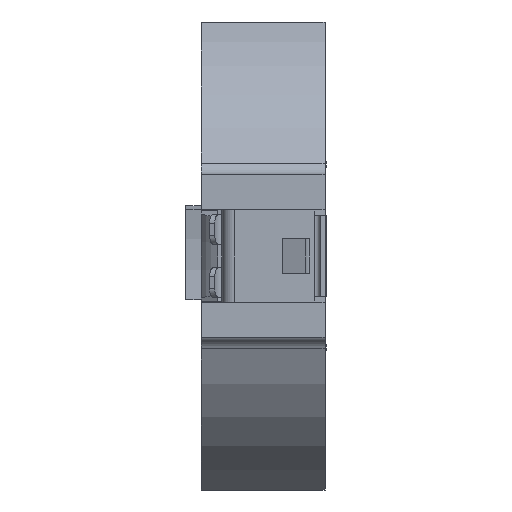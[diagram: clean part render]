
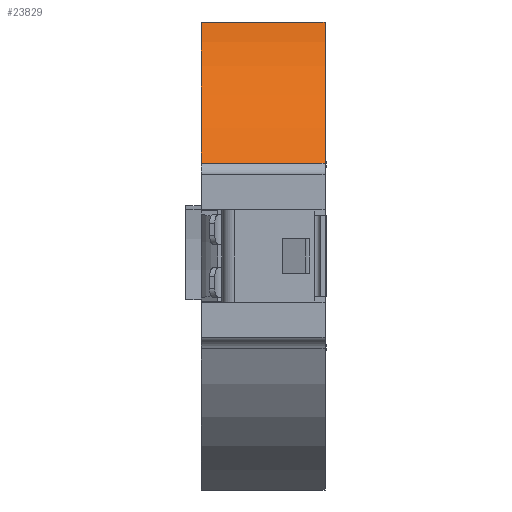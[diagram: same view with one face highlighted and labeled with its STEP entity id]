
A CAD part, left-side view. The second image highlights one B-rep face of the part: STEP entity #23829.
In plain terms, the highlighted cylindrical face has radius 11.176 mm (diameter 22.352 mm), a partial arc.
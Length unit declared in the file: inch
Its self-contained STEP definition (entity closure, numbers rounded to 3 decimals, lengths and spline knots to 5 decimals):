
#829 = ORIENTED_EDGE ( 'NONE', *, *, #10855, .T. ) ;
#1626 = EDGE_CURVE ( 'NONE', #21324, #28220, #14252, .T. ) ;
#1687 = VECTOR ( 'NONE', #25643, 39.37008 ) ;
#2043 = VERTEX_POINT ( 'NONE', #24757 ) ;
#2582 = ORIENTED_EDGE ( 'NONE', *, *, #26782, .T. ) ;
#3471 = DIRECTION ( 'NONE',  ( 0., 0., -1. ) ) ;
#4240 = DIRECTION ( 'NONE',  ( 0., 1., 0. ) ) ;
#5052 = ORIENTED_EDGE ( 'NONE', *, *, #1626, .T. ) ;
#5938 = DIRECTION ( 'NONE',  ( 0., 1., 0. ) ) ;
#7611 = CARTESIAN_POINT ( 'NONE',  ( 0.31125, 0.59416, 0.73965 ) ) ;
#7633 = LINE ( 'NONE', #12698, #1687 ) ;
#7856 = CARTESIAN_POINT ( 'NONE',  ( 0.31125, 0.59416, 0.73965 ) ) ;
#9818 = DIRECTION ( 'NONE',  ( 0., 0., -1. ) ) ;
#9863 = CARTESIAN_POINT ( 'NONE',  ( -0.09986, 0.59416, 0.89646 ) ) ;
#10559 = VECTOR ( 'NONE', #5938, 39.37008 ) ;
#10855 = EDGE_CURVE ( 'NONE', #15547, #2043, #16952, .T. ) ;
#12698 = CARTESIAN_POINT ( 'NONE',  ( 0.1174, 0.59416, 1.13465 ) ) ;
#12830 = CIRCLE ( 'NONE', #27416, 0.44 ) ;
#13524 = CIRCLE ( 'NONE', #19858, 0.44 ) ;
#14252 = LINE ( 'NONE', #21455, #24389 ) ;
#15547 = VERTEX_POINT ( 'NONE', #16566 ) ;
#16566 = CARTESIAN_POINT ( 'NONE',  ( 0.1174, 0.43816, 1.13465 ) ) ;
#16952 = LINE ( 'NONE', #23351, #10559 ) ;
#17353 = CARTESIAN_POINT ( 'NONE',  ( 0.31125, 0.38516, 0.73965 ) ) ;
#18647 = DIRECTION ( 'NONE',  ( 0., -1., 0. ) ) ;
#18823 = EDGE_CURVE ( 'NONE', #24330, #15547, #7633, .T. ) ;
#19158 = EDGE_LOOP ( 'NONE', ( #27193, #5052, #2582, #25118, #829 ) ) ;
#19262 = DIRECTION ( 'NONE',  ( 0., -1., 0. ) ) ;
#19512 = DIRECTION ( 'NONE',  ( 0., 0., -1. ) ) ;
#19858 = AXIS2_PLACEMENT_3D ( 'NONE', #7611, #22767, #9818 ) ;
#21014 = CYLINDRICAL_SURFACE ( 'NONE', #23861, 0.44 ) ;
#21324 = VERTEX_POINT ( 'NONE', #9863 ) ;
#21455 = CARTESIAN_POINT ( 'NONE',  ( -0.09986, 0.59416, 0.89646 ) ) ;
#22767 = DIRECTION ( 'NONE',  ( 0., -1., 0. ) ) ;
#23351 = CARTESIAN_POINT ( 'NONE',  ( 0.1174, 0.59416, 1.13465 ) ) ;
#23736 = FACE_OUTER_BOUND ( 'NONE', #19158, .T. ) ;
#23829 = ADVANCED_FACE ( 'NONE', ( #23736 ), #21014, .T. ) ;
#23861 = AXIS2_PLACEMENT_3D ( 'NONE', #7856, #18647, #3471 ) ;
#24289 = EDGE_CURVE ( 'NONE', #2043, #21324, #13524, .T. ) ;
#24330 = VERTEX_POINT ( 'NONE', #25901 ) ;
#24389 = VECTOR ( 'NONE', #19262, 39.37008 ) ;
#24757 = CARTESIAN_POINT ( 'NONE',  ( 0.1174, 0.59416, 1.13465 ) ) ;
#25118 = ORIENTED_EDGE ( 'NONE', *, *, #18823, .T. ) ;
#25643 = DIRECTION ( 'NONE',  ( 0., 1., 0. ) ) ;
#25901 = CARTESIAN_POINT ( 'NONE',  ( 0.1174, 0.38516, 1.13465 ) ) ;
#26782 = EDGE_CURVE ( 'NONE', #28220, #24330, #12830, .T. ) ;
#27193 = ORIENTED_EDGE ( 'NONE', *, *, #24289, .T. ) ;
#27416 = AXIS2_PLACEMENT_3D ( 'NONE', #17353, #4240, #19512 ) ;
#28220 = VERTEX_POINT ( 'NONE', #28369 ) ;
#28369 = CARTESIAN_POINT ( 'NONE',  ( -0.09986, 0.38516, 0.89646 ) ) ;
